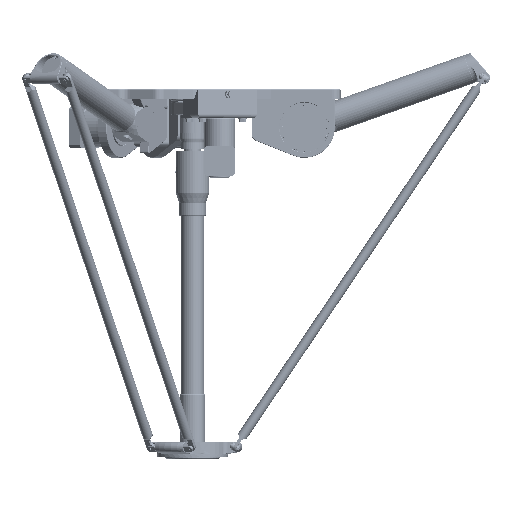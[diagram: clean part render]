
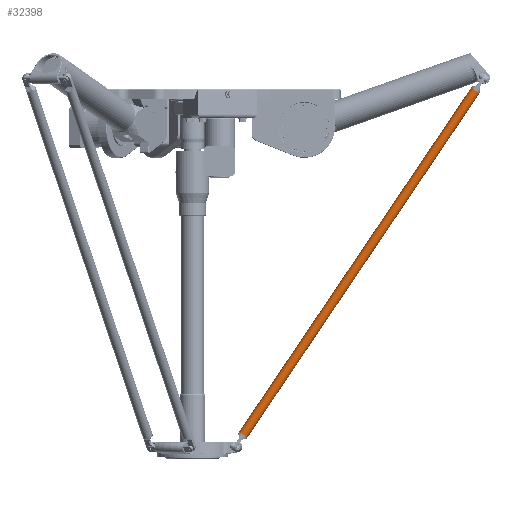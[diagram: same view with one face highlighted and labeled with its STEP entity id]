
A CAD part, front view. The second image highlights one B-rep face of the part: STEP entity #32398.
In plain terms, the highlighted cylindrical face has radius 15.005 mm (diameter 30.01 mm), a full revolution.
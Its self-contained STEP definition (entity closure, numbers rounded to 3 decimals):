
#1245=FACE_BOUND('',#9220,.T.);
#3730=CIRCLE('',#35961,15.005);
#3732=CIRCLE('',#35964,15.005);
#4658=CYLINDRICAL_SURFACE('',#35966,15.005);
#6414=FACE_OUTER_BOUND('',#9219,.T.);
#9219=EDGE_LOOP('',(#28078));
#9220=EDGE_LOOP('',(#28079));
#16811=VERTEX_POINT('',#62753);
#16813=VERTEX_POINT('',#62758);
#20664=EDGE_CURVE('',#16811,#16811,#3730,.T.);
#20666=EDGE_CURVE('',#16813,#16813,#3732,.T.);
#28078=ORIENTED_EDGE('',*,*,#20664,.F.);
#28079=ORIENTED_EDGE('',*,*,#20666,.F.);
#32398=ADVANCED_FACE('',(#6414,#1245),#4658,.T.);
#35961=AXIS2_PLACEMENT_3D('',#62754,#44487,#44488);
#35964=AXIS2_PLACEMENT_3D('',#62759,#44493,#44494);
#35966=AXIS2_PLACEMENT_3D('',#62762,#44497,#44498);
#44487=DIRECTION('center_axis',(1.,0.,0.));
#44488=DIRECTION('ref_axis',(0.,0.,-1.));
#44493=DIRECTION('center_axis',(-1.,0.,0.));
#44494=DIRECTION('ref_axis',(0.,0.,-1.));
#44497=DIRECTION('center_axis',(-1.,0.,0.));
#44498=DIRECTION('ref_axis',(0.,0.,-1.));
#62753=CARTESIAN_POINT('',(1270.046,0.,15.005));
#62754=CARTESIAN_POINT('Origin',(1270.046,0.,0.));
#62758=CARTESIAN_POINT('',(44.954,0.,15.005));
#62759=CARTESIAN_POINT('Origin',(44.954,0.,
0.));
#62762=CARTESIAN_POINT('Origin',(657.5,0.,0.));
